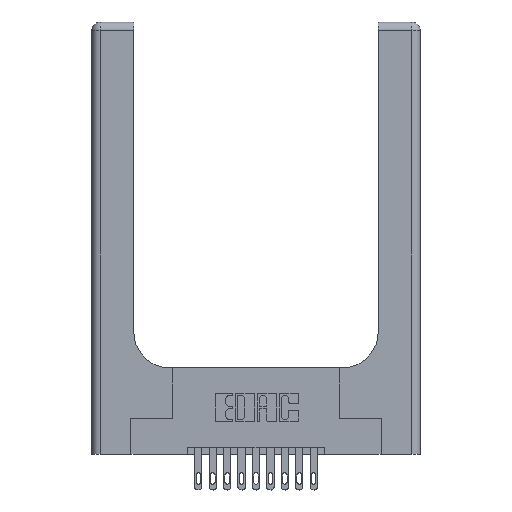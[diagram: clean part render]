
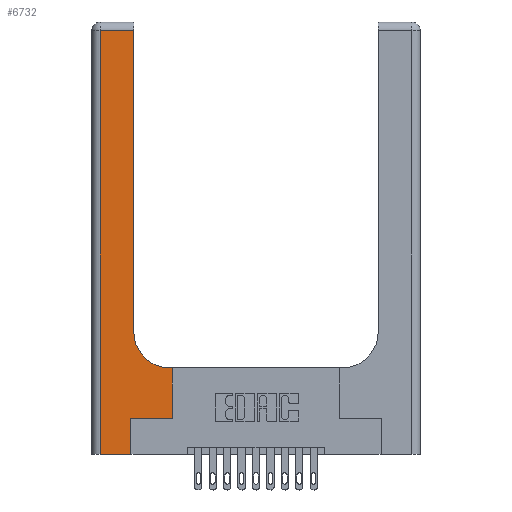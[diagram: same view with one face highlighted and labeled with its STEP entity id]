
A CAD part, top view. The second image highlights one B-rep face of the part: STEP entity #6732.
In plain terms, the highlighted planar face has unit normal (0, 0, 1).
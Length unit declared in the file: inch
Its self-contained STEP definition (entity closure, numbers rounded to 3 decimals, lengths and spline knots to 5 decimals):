
#360 = VERTEX_POINT ( 'NONE', #708 ) ;
#400 = AXIS2_PLACEMENT_3D ( 'NONE', #6538, #12863, #1250 ) ;
#708 = CARTESIAN_POINT ( 'NONE',  ( 0.269, 0.25, 0.37 ) ) ;
#727 = CARTESIAN_POINT ( 'NONE',  ( 0.2915, 2.94, 0.37 ) ) ;
#831 = VERTEX_POINT ( 'NONE', #16411 ) ;
#1133 = DIRECTION ( 'NONE',  ( -1., 0., 0. ) ) ;
#1250 = DIRECTION ( 'NONE',  ( -1., 0., 0. ) ) ;
#1265 = CARTESIAN_POINT ( 'NONE',  ( 0.5585, 0.25, 0.37 ) ) ;
#1705 = VERTEX_POINT ( 'NONE', #16630 ) ;
#1968 = DIRECTION ( 'NONE',  ( 0., 1., 0. ) ) ;
#2079 = LINE ( 'NONE', #11212, #7121 ) ;
#2211 = LINE ( 'NONE', #3615, #5838 ) ;
#2700 = VERTEX_POINT ( 'NONE', #16457 ) ;
#2934 = ORIENTED_EDGE ( 'NONE', *, *, #12626, .T. ) ;
#3011 = DIRECTION ( 'NONE',  ( 1., 0., 0. ) ) ;
#3615 = CARTESIAN_POINT ( 'NONE',  ( 0.2915, 3., 0.37 ) ) ;
#3863 = CARTESIAN_POINT ( 'NONE',  ( 0., 2.94, 0.37 ) ) ;
#4008 = CARTESIAN_POINT ( 'NONE',  ( 0.269, 0., 0.37 ) ) ;
#4207 = DIRECTION ( 'NONE',  ( -1., 0., 0. ) ) ;
#4672 = ORIENTED_EDGE ( 'NONE', *, *, #15119, .T. ) ;
#5446 = DIRECTION ( 'NONE',  ( 0., -1., 0. ) ) ;
#5612 = EDGE_CURVE ( 'NONE', #12136, #2700, #13490, .T. ) ;
#5838 = VECTOR ( 'NONE', #12551, 39.37008 ) ;
#5872 = VECTOR ( 'NONE', #1133, 39.37008 ) ;
#6359 = CIRCLE ( 'NONE', #13121, 0.25 ) ;
#6468 = PLANE ( 'NONE',  #400 ) ;
#6538 = CARTESIAN_POINT ( 'NONE',  ( 0., 3., 0.37 ) ) ;
#6586 = CARTESIAN_POINT ( 'NONE',  ( 0.269, 0.25, 0.37 ) ) ;
#6732 = ADVANCED_FACE ( 'NONE', ( #14480 ), #6468, .F. ) ;
#6796 = VECTOR ( 'NONE', #14376, 39.37008 ) ;
#6890 = CARTESIAN_POINT ( 'NONE',  ( 0.5585, 0.6, 0.37 ) ) ;
#7121 = VECTOR ( 'NONE', #9878, 39.37008 ) ;
#7446 = ORIENTED_EDGE ( 'NONE', *, *, #10835, .T. ) ;
#7577 = LINE ( 'NONE', #11890, #12205 ) ;
#7805 = CARTESIAN_POINT ( 'NONE',  ( 0.2915, 0.6, 0.37 ) ) ;
#8041 = ORIENTED_EDGE ( 'NONE', *, *, #8710, .T. ) ;
#8686 = CARTESIAN_POINT ( 'NONE',  ( 0.06, 0., 0.37 ) ) ;
#8710 = EDGE_CURVE ( 'NONE', #15589, #16061, #14249, .T. ) ;
#8797 = LINE ( 'NONE', #6586, #6796 ) ;
#8833 = VECTOR ( 'NONE', #4207, 39.37008 ) ;
#9247 = DIRECTION ( 'NONE',  ( 0., 0., -1. ) ) ;
#9492 = ORIENTED_EDGE ( 'NONE', *, *, #10151, .T. ) ;
#9659 = CARTESIAN_POINT ( 'NONE',  ( 0.269, 0., 0.37 ) ) ;
#9753 = LINE ( 'NONE', #1265, #14380 ) ;
#9878 = DIRECTION ( 'NONE',  ( 1., 0., 0. ) ) ;
#9913 = ORIENTED_EDGE ( 'NONE', *, *, #5612, .T. ) ;
#10064 = EDGE_CURVE ( 'NONE', #2700, #15479, #7577, .T. ) ;
#10123 = LINE ( 'NONE', #9659, #15144 ) ;
#10151 = EDGE_CURVE ( 'NONE', #360, #831, #8797, .T. ) ;
#10246 = DIRECTION ( 'NONE',  ( 0., 1., 0. ) ) ;
#10791 = ORIENTED_EDGE ( 'NONE', *, *, #11274, .T. ) ;
#10835 = EDGE_CURVE ( 'NONE', #16061, #1705, #6359, .T. ) ;
#11212 = CARTESIAN_POINT ( 'NONE',  ( 0., 0., 0.37 ) ) ;
#11260 = VERTEX_POINT ( 'NONE', #4008 ) ;
#11274 = EDGE_CURVE ( 'NONE', #831, #15589, #9753, .T. ) ;
#11531 = EDGE_CURVE ( 'NONE', #15479, #11260, #2079, .T. ) ;
#11714 = ORIENTED_EDGE ( 'NONE', *, *, #11531, .T. ) ;
#11890 = CARTESIAN_POINT ( 'NONE',  ( 0.06, 3., 0.37 ) ) ;
#12136 = VERTEX_POINT ( 'NONE', #727 ) ;
#12205 = VECTOR ( 'NONE', #5446, 39.37008 ) ;
#12551 = DIRECTION ( 'NONE',  ( 0., 1., 0. ) ) ;
#12626 = EDGE_CURVE ( 'NONE', #11260, #360, #10123, .T. ) ;
#12863 = DIRECTION ( 'NONE',  ( 0., 0., -1. ) ) ;
#13121 = AXIS2_PLACEMENT_3D ( 'NONE', #14458, #9247, #3011 ) ;
#13359 = EDGE_LOOP ( 'NONE', ( #4672, #9913, #14519, #11714, #2934, #9492, #10791, #8041, #7446 ) ) ;
#13490 = LINE ( 'NONE', #3863, #5872 ) ;
#13996 = CARTESIAN_POINT ( 'NONE',  ( 0.5415, 0.6, 0.37 ) ) ;
#14249 = LINE ( 'NONE', #7805, #8833 ) ;
#14376 = DIRECTION ( 'NONE',  ( 1., 0., 0. ) ) ;
#14380 = VECTOR ( 'NONE', #10246, 39.37008 ) ;
#14458 = CARTESIAN_POINT ( 'NONE',  ( 0.5415, 0.85, 0.37 ) ) ;
#14480 = FACE_OUTER_BOUND ( 'NONE', #13359, .T. ) ;
#14519 = ORIENTED_EDGE ( 'NONE', *, *, #10064, .T. ) ;
#15119 = EDGE_CURVE ( 'NONE', #1705, #12136, #2211, .T. ) ;
#15144 = VECTOR ( 'NONE', #1968, 39.37008 ) ;
#15479 = VERTEX_POINT ( 'NONE', #8686 ) ;
#15589 = VERTEX_POINT ( 'NONE', #6890 ) ;
#16061 = VERTEX_POINT ( 'NONE', #13996 ) ;
#16411 = CARTESIAN_POINT ( 'NONE',  ( 0.5585, 0.25, 0.37 ) ) ;
#16457 = CARTESIAN_POINT ( 'NONE',  ( 0.06, 2.94, 0.37 ) ) ;
#16630 = CARTESIAN_POINT ( 'NONE',  ( 0.2915, 0.85, 0.37 ) ) ;
